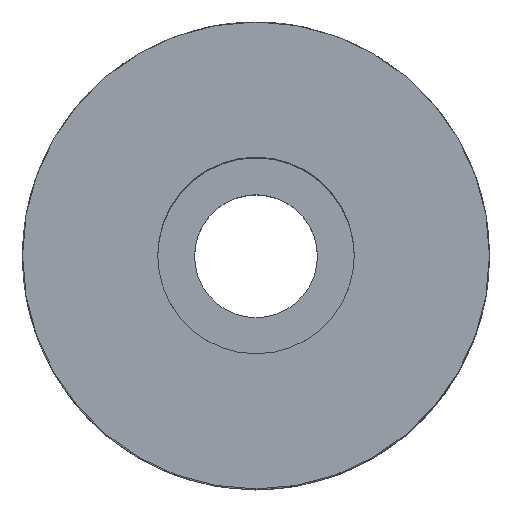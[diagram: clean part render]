
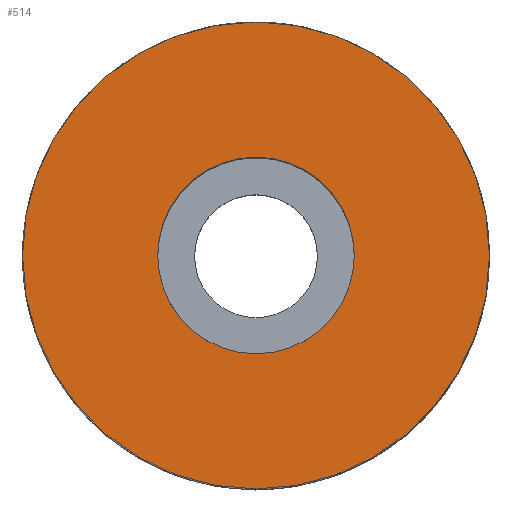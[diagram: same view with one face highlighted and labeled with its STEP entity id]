
A CAD part, top view. The second image highlights one B-rep face of the part: STEP entity #514.
In plain terms, the highlighted planar face has unit normal (0, 0, 1).
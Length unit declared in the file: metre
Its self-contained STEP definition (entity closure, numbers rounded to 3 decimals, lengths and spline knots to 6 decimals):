
#21=PLANE('',#558);
#29=FACE_BOUND('',#81,.T.);
#51=FACE_OUTER_BOUND('',#80,.T.);
#80=EDGE_LOOP('',(#460));
#81=EDGE_LOOP('',(#461));
#84=CIRCLE('',#532,0.0095);
#86=CIRCLE('',#538,0.004);
#196=VERTEX_POINT('',#750);
#226=VERTEX_POINT('',#1508);
#250=EDGE_CURVE('',#196,#196,#84,.T.);
#286=EDGE_CURVE('',#226,#226,#86,.T.);
#460=ORIENTED_EDGE('',*,*,#250,.T.);
#461=ORIENTED_EDGE('',*,*,#286,.F.);
#514=ADVANCED_FACE('',(#51,#29),#21,.F.);
#532=AXIS2_PLACEMENT_3D('',#752,#568,#569);
#538=AXIS2_PLACEMENT_3D('',#1510,#591,#592);
#558=AXIS2_PLACEMENT_3D('',#2375,#643,#644);
#568=DIRECTION('center_axis',(0.,0.,1.));
#569=DIRECTION('ref_axis',(1.,0.,0.));
#591=DIRECTION('center_axis',(0.,0.,1.));
#592=DIRECTION('ref_axis',(1.,0.,0.));
#643=DIRECTION('center_axis',(0.,0.,-1.));
#644=DIRECTION('ref_axis',(-1.,0.,0.));
#750=CARTESIAN_POINT('',(-0.0095,0.,0.0245));
#752=CARTESIAN_POINT('Origin',(0.,0.,0.0245));
#1508=CARTESIAN_POINT('',(-0.004,0.,0.0245));
#1510=CARTESIAN_POINT('Origin',(0.,0.,0.0245));
#2375=CARTESIAN_POINT('Origin',(0.0095,0.,0.0245));
